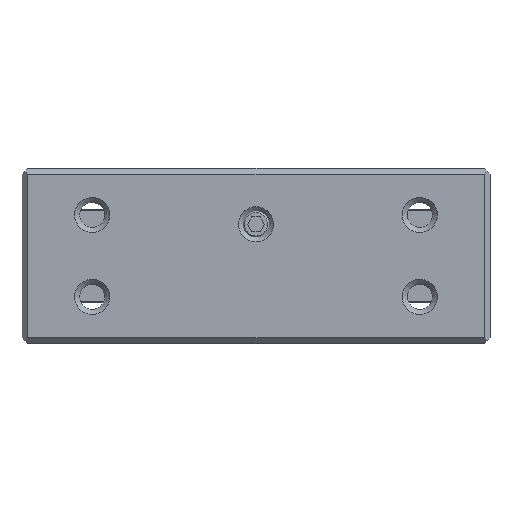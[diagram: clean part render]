
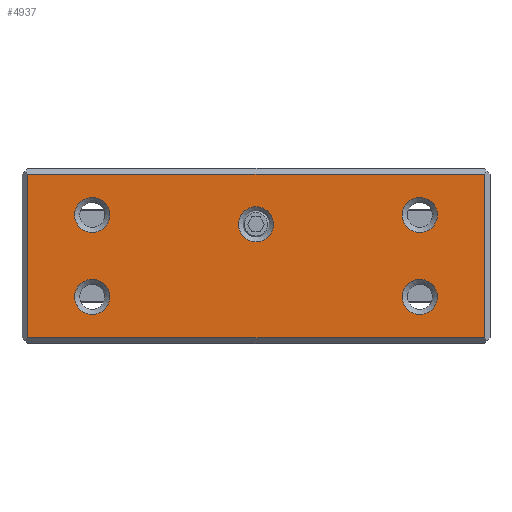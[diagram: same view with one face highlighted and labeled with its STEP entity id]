
A CAD part, top view. The second image highlights one B-rep face of the part: STEP entity #4937.
In plain terms, the highlighted planar face has unit normal (0, 0, 1).
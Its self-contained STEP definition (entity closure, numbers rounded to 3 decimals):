
#4885=CIRCLE('',#17060,1.5);
#4886=CIRCLE('',#17061,1.5);
#4887=CIRCLE('',#17062,1.5);
#4888=CIRCLE('',#17063,1.5);
#4889=CIRCLE('',#17064,1.5);
#4937=ADVANCED_FACE('',(#6551,#6552,#6553,#6554,#6555,#6556),#5647,.T.);
#5647=PLANE('',#17065);
#6551=FACE_BOUND('',#6719,.T.);
#6552=FACE_BOUND('',#6720,.T.);
#6553=FACE_BOUND('',#6721,.T.);
#6554=FACE_BOUND('',#6722,.T.);
#6555=FACE_BOUND('',#6723,.T.);
#6556=FACE_BOUND('',#6724,.T.);
#6719=EDGE_LOOP('',(#7989));
#6720=EDGE_LOOP('',(#7990));
#6721=EDGE_LOOP('',(#7991));
#6722=EDGE_LOOP('',(#7992));
#6723=EDGE_LOOP('',(#7993));
#6724=EDGE_LOOP('',(#7994,#7995,#7996,#7997));
#7989=ORIENTED_EDGE('',*,*,#12877,.T.);
#7990=ORIENTED_EDGE('',*,*,#12878,.T.);
#7991=ORIENTED_EDGE('',*,*,#12879,.T.);
#7992=ORIENTED_EDGE('',*,*,#12880,.T.);
#7993=ORIENTED_EDGE('',*,*,#12881,.T.);
#7994=ORIENTED_EDGE('',*,*,#12882,.T.);
#7995=ORIENTED_EDGE('',*,*,#12883,.T.);
#7996=ORIENTED_EDGE('',*,*,#12884,.T.);
#7997=ORIENTED_EDGE('',*,*,#12885,.T.);
#11653=VERTEX_POINT('',#21710);
#11654=VERTEX_POINT('',#21712);
#11655=VERTEX_POINT('',#21714);
#11656=VERTEX_POINT('',#21716);
#11657=VERTEX_POINT('',#21718);
#11658=VERTEX_POINT('',#21720);
#11659=VERTEX_POINT('',#21721);
#11660=VERTEX_POINT('',#21723);
#11661=VERTEX_POINT('',#21725);
#12877=EDGE_CURVE('',#11653,#11653,#4885,.T.);
#12878=EDGE_CURVE('',#11654,#11654,#4886,.T.);
#12879=EDGE_CURVE('',#11655,#11655,#4887,.T.);
#12880=EDGE_CURVE('',#11656,#11656,#4888,.T.);
#12881=EDGE_CURVE('',#11657,#11657,#4889,.T.);
#12882=EDGE_CURVE('',#11658,#11659,#14553,.T.);
#12883=EDGE_CURVE('',#11659,#11660,#14554,.T.);
#12884=EDGE_CURVE('',#11660,#11661,#14555,.T.);
#12885=EDGE_CURVE('',#11661,#11658,#14556,.T.);
#14553=LINE('',#21719,#15977);
#14554=LINE('',#21722,#15978);
#14555=LINE('',#21724,#15979);
#14556=LINE('',#21726,#15980);
#15977=VECTOR('',#18016,1.);
#15978=VECTOR('',#18017,1.);
#15979=VECTOR('',#18018,1.);
#15980=VECTOR('',#18019,1.);
#17060=AXIS2_PLACEMENT_3D('',#21709,#18006,#18007);
#17061=AXIS2_PLACEMENT_3D('',#21711,#18008,#18009);
#17062=AXIS2_PLACEMENT_3D('',#21713,#18010,#18011);
#17063=AXIS2_PLACEMENT_3D('',#21715,#18012,#18013);
#17064=AXIS2_PLACEMENT_3D('',#21717,#18014,#18015);
#17065=AXIS2_PLACEMENT_3D('',#21727,#18020,#18021);
#18006=DIRECTION('',(0.,0.,-1.));
#18007=DIRECTION('',(1.,0.,0.));
#18008=DIRECTION('',(0.,0.,-1.));
#18009=DIRECTION('',(1.,0.,0.));
#18010=DIRECTION('',(0.,0.,-1.));
#18011=DIRECTION('',(1.,0.,0.));
#18012=DIRECTION('',(0.,0.,-1.));
#18013=DIRECTION('',(1.,0.,0.));
#18014=DIRECTION('',(0.,0.,-1.));
#18015=DIRECTION('',(1.,0.,0.));
#18016=DIRECTION('',(1.,0.,0.));
#18017=DIRECTION('',(0.,1.,0.));
#18018=DIRECTION('',(-1.,0.,0.));
#18019=DIRECTION('',(0.,-1.,0.));
#18020=DIRECTION('',(0.,0.,1.));
#18021=DIRECTION('',(1.,0.,0.));
#21709=CARTESIAN_POINT('',(-24.,-15.3,8.));
#21710=CARTESIAN_POINT('',(-22.5,-15.3,8.));
#21711=CARTESIAN_POINT('',(-10.,-21.5,8.));
#21712=CARTESIAN_POINT('',(-8.5,-21.5,8.));
#21713=CARTESIAN_POINT('',(-10.,-14.5,8.));
#21714=CARTESIAN_POINT('',(-8.5,-14.5,8.));
#21715=CARTESIAN_POINT('',(-38.,-21.5,8.));
#21716=CARTESIAN_POINT('',(-36.5,-21.5,8.));
#21717=CARTESIAN_POINT('',(-38.,-14.5,8.));
#21718=CARTESIAN_POINT('',(-36.5,-14.5,8.));
#21719=CARTESIAN_POINT('',(-24.,-25.,8.));
#21720=CARTESIAN_POINT('',(-43.5,-25.,8.));
#21721=CARTESIAN_POINT('',(-4.5,-25.,8.));
#21722=CARTESIAN_POINT('',(-4.5,-18.,8.));
#21723=CARTESIAN_POINT('',(-4.5,-11.,8.));
#21724=CARTESIAN_POINT('',(-24.,-11.,8.));
#21725=CARTESIAN_POINT('',(-43.5,-11.,8.));
#21726=CARTESIAN_POINT('',(-43.5,-18.,8.));
#21727=CARTESIAN_POINT('',(-24.,-18.,8.));
